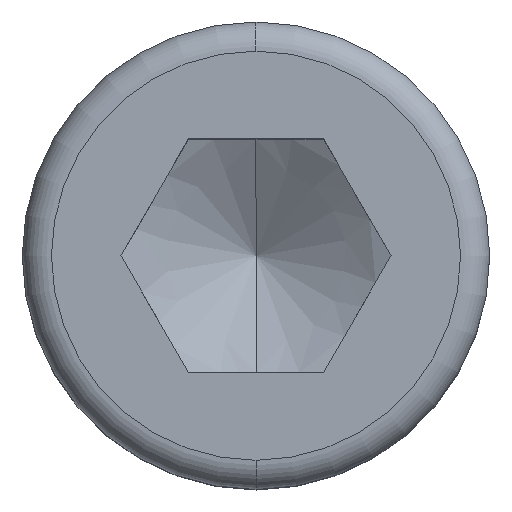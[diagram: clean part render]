
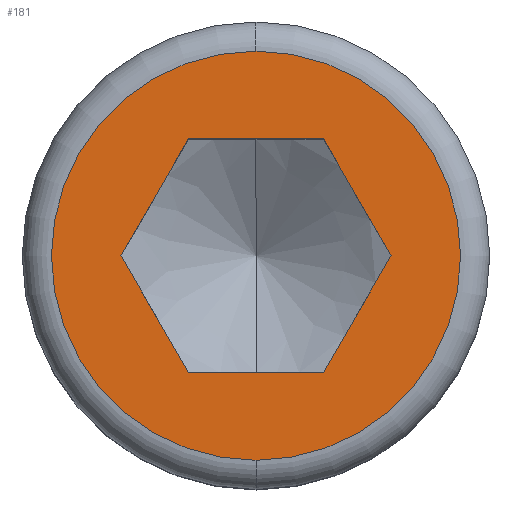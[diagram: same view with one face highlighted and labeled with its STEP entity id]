
A CAD part, top view. The second image highlights one B-rep face of the part: STEP entity #181.
In plain terms, the highlighted planar face has unit normal (0, 0, 1).
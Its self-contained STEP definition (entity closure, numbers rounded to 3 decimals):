
#155=VERTEX_POINT('',#384);
#175=VERTEX_POINT('',#405);
#181=ADVANCED_FACE('',(#412,#413),#414,.T.);
#187=EDGE_CURVE('',#267,#175,#420,.T.);
#203=EDGE_CURVE('',#279,#245,#439,.T.);
#223=EDGE_CURVE('',#175,#267,#463,.T.);
#233=EDGE_CURVE('',#277,#155,#473,.T.);
#243=EDGE_CURVE('',#245,#273,#483,.T.);
#245=VERTEX_POINT('',#485);
#261=EDGE_CURVE('',#319,#279,#504,.T.);
#267=VERTEX_POINT('',#510);
#273=VERTEX_POINT('',#516);
#275=EDGE_CURVE('',#273,#277,#518,.T.);
#277=VERTEX_POINT('',#520);
#279=VERTEX_POINT('',#522);
#313=EDGE_CURVE('',#155,#319,#561,.T.);
#319=VERTEX_POINT('',#567);
#384=CARTESIAN_POINT('',(2.31,-4.001,10.));
#405=CARTESIAN_POINT('',(0.,7.,10.));
#412=FACE_BOUND('',#681,.T.);
#413=FACE_OUTER_BOUND('',#682,.T.);
#414=PLANE('',#683);
#420=CIRCLE('',#691,7.0);
#439=LINE('',#714,#715);
#463=CIRCLE('',#772,7.0);
#473=LINE('',#788,#789);
#483=LINE('',#801,#802);
#485=CARTESIAN_POINT('',(-2.31,4.001,10.));
#504=LINE('',#827,#828);
#510=CARTESIAN_POINT('',(0.,-7.,10.));
#516=CARTESIAN_POINT('',(2.31,4.001,10.));
#518=LINE('',#847,#848);
#520=CARTESIAN_POINT('',(4.62,0.,10.));
#522=CARTESIAN_POINT('',(-4.62,0.,10.));
#561=LINE('',#918,#919);
#567=CARTESIAN_POINT('',(-2.31,-4.001,10.));
#681=EDGE_LOOP('',(#1038,#1039,#1040,#1041,#1042,#1043));
#682=EDGE_LOOP('',(#1044,#1045));
#683=AXIS2_PLACEMENT_3D('',#1046,#1047,#1048);
#691=AXIS2_PLACEMENT_3D('',#1052,#1053,#1054);
#714=CARTESIAN_POINT('',(-2.888,3.001,10.));
#715=VECTOR('',#1086,1.0);
#772=AXIS2_PLACEMENT_3D('',#1118,#1119,#1120);
#788=CARTESIAN_POINT('',(2.888,-3.001,10.));
#789=VECTOR('',#1126,1.0);
#801=CARTESIAN_POINT('',(1.155,4.001,10.));
#802=VECTOR('',#1130,1.0);
#827=CARTESIAN_POINT('',(-4.043,-1.,10.));
#828=VECTOR('',#1161,1.0);
#847=CARTESIAN_POINT('',(4.043,1.,10.));
#848=VECTOR('',#1168,1.0);
#918=CARTESIAN_POINT('',(-1.155,-4.001,10.));
#919=VECTOR('',#1213,1.0);
#1038=ORIENTED_EDGE('',*,*,#261,.T.);
#1039=ORIENTED_EDGE('',*,*,#203,.T.);
#1040=ORIENTED_EDGE('',*,*,#243,.T.);
#1041=ORIENTED_EDGE('',*,*,#275,.T.);
#1042=ORIENTED_EDGE('',*,*,#233,.T.);
#1043=ORIENTED_EDGE('',*,*,#313,.T.);
#1044=ORIENTED_EDGE('',*,*,#187,.T.);
#1045=ORIENTED_EDGE('',*,*,#223,.T.);
#1046=CARTESIAN_POINT('',(0.,-6.31,10.));
#1047=DIRECTION('',(0.0,0.0,1.0));
#1048=DIRECTION('',(0.,-1.0,0.0));
#1052=CARTESIAN_POINT('',(0.,0.,10.));
#1053=DIRECTION('',(0.0,0.0,1.0));
#1054=DIRECTION('',(-1.0,0.0,0.0));
#1086=DIRECTION('',(0.5,0.866,0.0));
#1118=CARTESIAN_POINT('',(0.,0.,10.));
#1119=DIRECTION('',(0.0,0.0,1.0));
#1120=DIRECTION('',(-1.0,0.0,0.0));
#1126=DIRECTION('',(-0.5,-0.866,0.0));
#1130=DIRECTION('',(1.0,0.0,0.0));
#1161=DIRECTION('',(-0.5,0.866,0.0));
#1168=DIRECTION('',(0.5,-0.866,0.0));
#1213=DIRECTION('',(-1.0,0.0,0.0));
